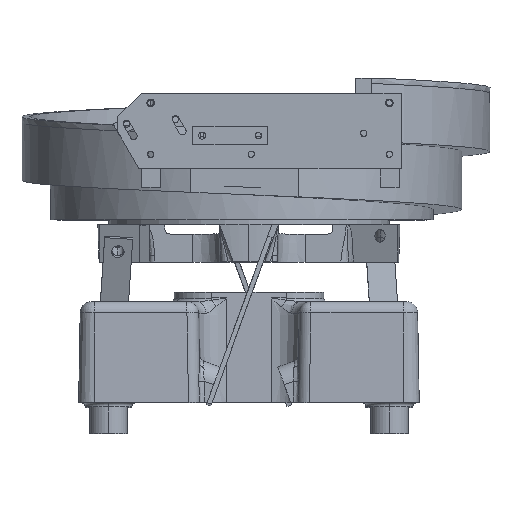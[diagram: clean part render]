
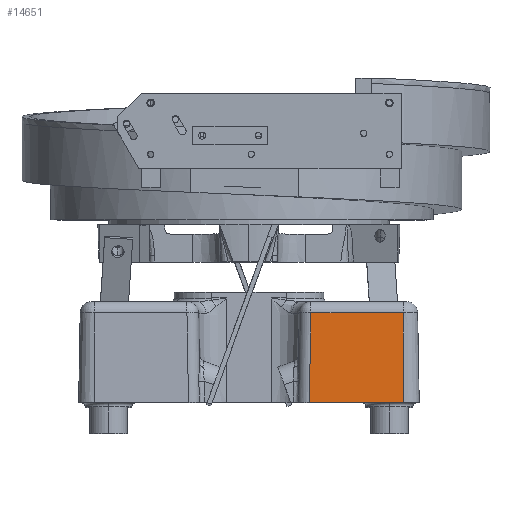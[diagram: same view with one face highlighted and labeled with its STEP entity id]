
A CAD part, top view. The second image highlights one B-rep face of the part: STEP entity #14651.
In plain terms, the highlighted planar face has unit normal (0, 0.018, 1).
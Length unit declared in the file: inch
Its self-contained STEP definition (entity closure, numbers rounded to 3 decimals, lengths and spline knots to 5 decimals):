
#1251 = EDGE_CURVE ( 'NONE', #1252, #1281, #23101, .T. ) ;
#1252 = VERTEX_POINT ( 'NONE', #23090 ) ;
#1281 = VERTEX_POINT ( 'NONE', #23524 ) ;
#3658 = CARTESIAN_POINT ( 'NONE',  ( -3.26098, -0.40686, 4.08973 ) ) ;
#3712 = DIRECTION ( 'NONE',  ( 1., 0., 0. ) ) ;
#3714 = VECTOR ( 'NONE', #3712, 39.37008 ) ;
#3768 = LINE ( 'NONE', #3658, #3714 ) ;
#4995 = VECTOR ( 'NONE', #5005, 39.37008 ) ;
#4996 = CARTESIAN_POINT ( 'NONE',  ( 2.52221, 2.18223, 4.04454 ) ) ;
#4997 = LINE ( 'NONE', #4996, #4995 ) ;
#5004 = CARTESIAN_POINT ( 'NONE',  ( 2.47702, -0.40686, 4.08973 ) ) ;
#5005 = DIRECTION ( 'NONE',  ( -0.017, -1., 0.017 ) ) ;
#9102 = DIRECTION ( 'NONE',  ( 0., -1., 0.017 ) ) ;
#9103 = VECTOR ( 'NONE', #9102, 39.37008 ) ;
#9105 = CARTESIAN_POINT ( 'NONE',  ( 4.98902, 2.28314, 4.04278 ) ) ;
#9107 = LINE ( 'NONE', #9105, #9103 ) ;
#9108 = DIRECTION ( 'NONE',  ( 0., -1., 0.017 ) ) ;
#9109 = DIRECTION ( 'NONE',  ( 0., 0.017, 1. ) ) ;
#9110 = CARTESIAN_POINT ( 'NONE',  ( -3.26098, 2.28314, 4.04278 ) ) ;
#9111 = AXIS2_PLACEMENT_3D ( 'NONE', #9110, #9109, #9108 ) ;
#9112 = PLANE ( 'NONE',  #9111 ) ;
#9113 = FACE_OUTER_BOUND ( 'NONE', #14653, .T. ) ;
#9114 = CARTESIAN_POINT ( 'NONE',  ( 4.98902, -0.40686, 4.08973 ) ) ;
#14648 = VERTEX_POINT ( 'NONE', #9114 ) ;
#14649 = ORIENTED_EDGE ( 'NONE', *, *, #14655, .F. ) ;
#14651 = ADVANCED_FACE ( 'NONE', ( #9113 ), #9112, .T. ) ;
#14653 = EDGE_LOOP ( 'NONE', ( #14649, #14683, #14687, #14686 ) ) ;
#14655 = EDGE_CURVE ( 'NONE', #1252, #14648, #9107, .T. ) ;
#14682 = EDGE_CURVE ( 'NONE', #1281, #14685, #4997, .T. ) ;
#14683 = ORIENTED_EDGE ( 'NONE', *, *, #1251, .T. ) ;
#14685 = VERTEX_POINT ( 'NONE', #5004 ) ;
#14686 = ORIENTED_EDGE ( 'NONE', *, *, #14823, .T. ) ;
#14687 = ORIENTED_EDGE ( 'NONE', *, *, #14682, .T. ) ;
#14823 = EDGE_CURVE ( 'NONE', #14685, #14648, #3768, .T. ) ;
#23082 = CARTESIAN_POINT ( 'NONE',  ( 2.21402, 1.97855, 4.04809 ) ) ;
#23090 = CARTESIAN_POINT ( 'NONE',  ( 4.98902, 1.97855, 4.04809 ) ) ;
#23101 = LINE ( 'NONE', #23082, #23169 ) ;
#23149 = DIRECTION ( 'NONE',  ( -1., 0., 0. ) ) ;
#23169 = VECTOR ( 'NONE', #23149, 39.37008 ) ;
#23524 = CARTESIAN_POINT ( 'NONE',  ( 2.51865, 1.97855, 4.04809 ) ) ;
